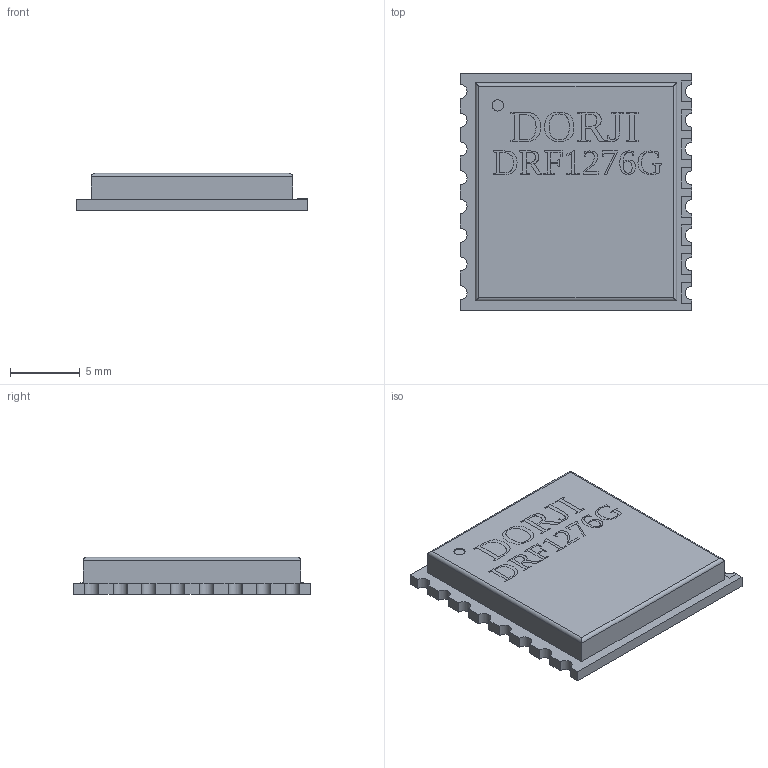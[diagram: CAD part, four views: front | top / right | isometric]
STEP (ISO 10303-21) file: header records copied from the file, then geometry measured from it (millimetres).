
FILE_DESCRIPTION(('FreeCAD Model'),'2;1');
FILE_NAME('Open CASCADE Shape Model','2021-06-16T10:07:36',('Author'),( ''),'Open CASCADE STEP processor 7.5','FreeCAD','Unknown');
FILE_SCHEMA(('AUTOMOTIVE_DESIGN { 1 0 10303 214 1 1 1 1 }'));
Length unit declared in the file: millimetre
Products named in the file (6): DRF1276G; Shield; PCB; PADS; ShapeString; ShapeString001
Assembly tree (5 placements, depth 2):
  DRF1276G
    Shield
    PCB
    PADS
    ShapeString
    ShapeString001
Bounding box: 16.6 x 17 x 2.67 mm (x, y, z)
Volume: 639.3 mm3; surface area: 1237.2 mm2
Topology: 10 solids, 23 shells, 413 faces, 1327 edges, 967 vertices
Faces by surface type: plane 276, extrusion 108, cylinder 29
Full cylindrical faces by diameter (mm): 0.811 x1
Entity records: 30819 total; most frequent: CARTESIAN_POINT 6826, DIRECTION 3833, VECTOR 3078, LINE 2970, ORIENTED_EDGE 2403, PCURVE 2403, DEFINITIONAL_REPRESENTATION 2403, EDGE_CURVE 1327
